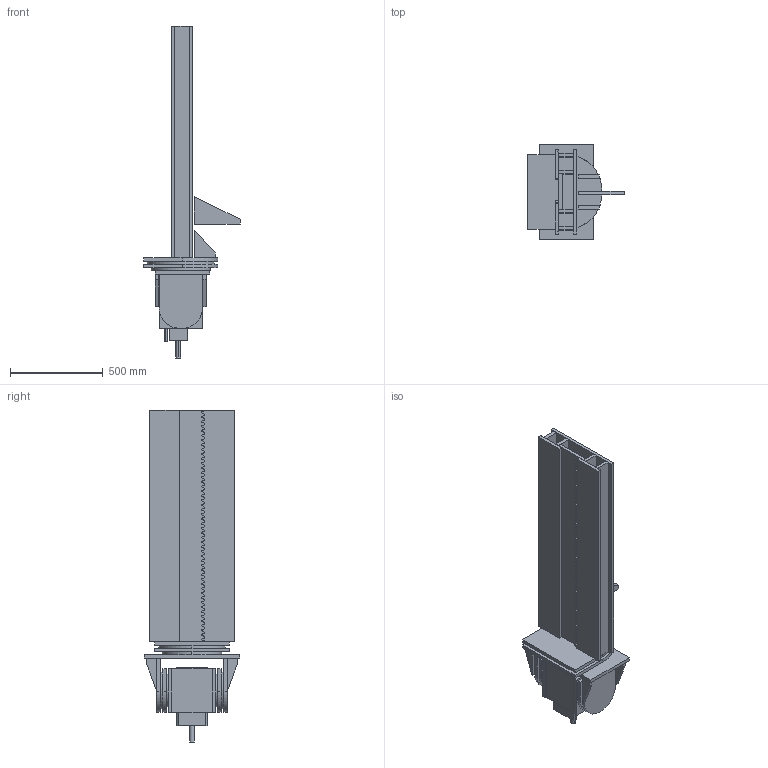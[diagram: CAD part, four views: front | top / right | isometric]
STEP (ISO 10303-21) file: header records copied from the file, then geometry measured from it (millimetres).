
FILE_DESCRIPTION(/* description */ (''),/* implementation_level */ '2;1');
FILE_NAME(/* name */ 'TOOLHE~1',/* time_stamp */ '2017-05-10T20:14:33+02:00',/* author */ (''),/* organization */ (''),/* preprocessor_version */ 'ST-DEVELOPER v15',/* originating_system */ '',/* authorisation */ '');
FILE_SCHEMA (('AUTOMOTIVE_DESIGN'));
Length unit declared in the file: millimetre
Products named in the file (2): Document; Valchro fab - double axis - half length
Assembly tree (1 placements, depth 2):
  Document
    Valchro fab - double axis - half length
Bounding box: 520.4 x 514.68 x 1790.52 mm (x, y, z)
Volume: 57087810.5 mm3; surface area: 6721871 mm2
Topology: 36 solids, 36 shells, 322 faces, 757 edges, 514 vertices
Faces by surface type: plane 195, bspline 127
Entity records: 20631 total; most frequent: CARTESIAN_POINT 15745, ORIENTED_EDGE 1500, EDGE_CURVE 750, VERTEX_POINT 500, B_SPLINE_CURVE_WITH_KNOTS 388, ADVANCED_FACE 322, FACE_OUTER_BOUND 322, EDGE_LOOP 322
